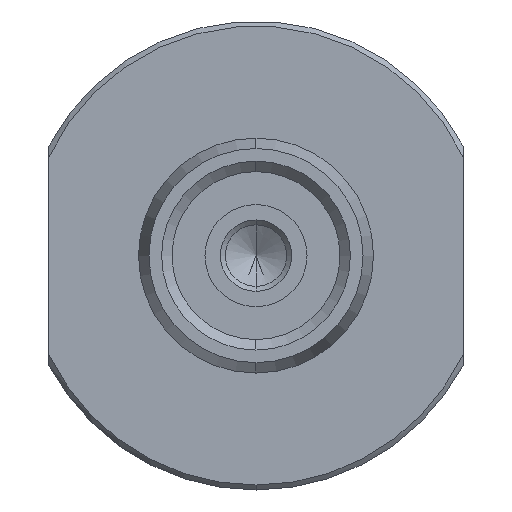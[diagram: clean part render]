
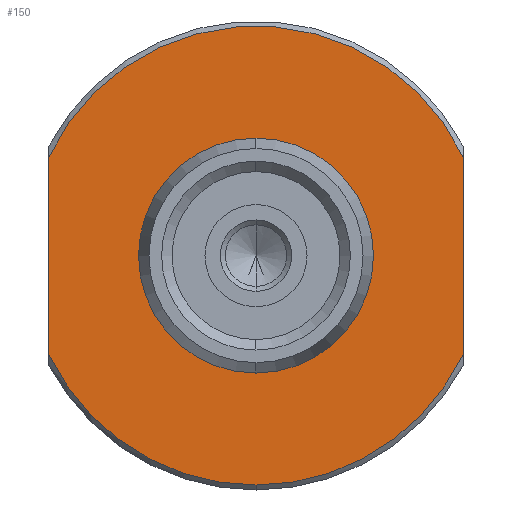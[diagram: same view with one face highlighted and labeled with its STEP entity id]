
A CAD part, left-side view. The second image highlights one B-rep face of the part: STEP entity #150.
In plain terms, the highlighted planar face has unit normal (-1, 0, 0).
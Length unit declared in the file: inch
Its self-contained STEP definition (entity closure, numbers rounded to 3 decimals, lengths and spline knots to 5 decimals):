
#84 = CIRCLE ( 'NONE', #611, 0.08857 ) ;
#129 = VERTEX_POINT ( 'NONE', #6090 ) ;
#150 = ADVANCED_FACE ( 'NONE', ( #4888, #6226 ), #5055, .F. ) ;
#203 = VERTEX_POINT ( 'NONE', #1932 ) ;
#611 = AXIS2_PLACEMENT_3D ( 'NONE', #4858, #5852, #6363 ) ;
#694 = LINE ( 'NONE', #2234, #5912 ) ;
#713 = DIRECTION ( 'NONE',  ( 0., 0., -1. ) ) ;
#739 = AXIS2_PLACEMENT_3D ( 'NONE', #6551, #3541, #4046 ) ;
#894 = DIRECTION ( 'NONE',  ( 0., 0., -1. ) ) ;
#965 = CARTESIAN_POINT ( 'NONE',  ( 0.17714, 0., 0. ) ) ;
#989 = VERTEX_POINT ( 'NONE', #6120 ) ;
#1100 = EDGE_CURVE ( 'NONE', #989, #203, #3774, .T. ) ;
#1497 = DIRECTION ( 'NONE',  ( 1., 0., 0. ) ) ;
#1555 = CARTESIAN_POINT ( 'NONE',  ( 0.17714, 0., -0.08857 ) ) ;
#1686 = CARTESIAN_POINT ( 'NONE',  ( 0.17714, -0.08, 0. ) ) ;
#1696 = CARTESIAN_POINT ( 'NONE',  ( 0.17714, 0., 0. ) ) ;
#1729 = AXIS2_PLACEMENT_3D ( 'NONE', #4297, #4810, #1746 ) ;
#1746 = DIRECTION ( 'NONE',  ( 0., 0., -1. ) ) ;
#1881 = EDGE_CURVE ( 'NONE', #2548, #3682, #694, .T. ) ;
#1932 = CARTESIAN_POINT ( 'NONE',  ( 0.17714, -0.08, -0.03801 ) ) ;
#1988 = DIRECTION ( 'NONE',  ( 1., 0., 0. ) ) ;
#1996 = ORIENTED_EDGE ( 'NONE', *, *, #4806, .T. ) ;
#2018 = CIRCLE ( 'NONE', #4982, 0.04534 ) ;
#2192 = DIRECTION ( 'NONE',  ( 0., 0., -1. ) ) ;
#2234 = CARTESIAN_POINT ( 'NONE',  ( 0.17714, 0.08, 0. ) ) ;
#2302 = ORIENTED_EDGE ( 'NONE', *, *, #5394, .F. ) ;
#2399 = CARTESIAN_POINT ( 'NONE',  ( 0.17714, 0., -0.04534 ) ) ;
#2452 = CARTESIAN_POINT ( 'NONE',  ( 0.17714, 0.08, 0.03801 ) ) ;
#2548 = VERTEX_POINT ( 'NONE', #4100 ) ;
#2569 = ORIENTED_EDGE ( 'NONE', *, *, #4180, .F. ) ;
#2672 = CIRCLE ( 'NONE', #1729, 0.04534 ) ;
#2706 = EDGE_CURVE ( 'NONE', #129, #2865, #2672, .T. ) ;
#2865 = VERTEX_POINT ( 'NONE', #2399 ) ;
#3193 = EDGE_LOOP ( 'NONE', ( #5446, #2302, #2569, #5975, #4076 ) ) ;
#3242 = DIRECTION ( 'NONE',  ( 0., 0., 1. ) ) ;
#3541 = DIRECTION ( 'NONE',  ( 1., 0., 0. ) ) ;
#3595 = CIRCLE ( 'NONE', #3796, 0.08857 ) ;
#3682 = VERTEX_POINT ( 'NONE', #2452 ) ;
#3774 = LINE ( 'NONE', #1686, #5115 ) ;
#3778 = DIRECTION ( 'NONE',  ( 0., 0., -1. ) ) ;
#3796 = AXIS2_PLACEMENT_3D ( 'NONE', #1696, #6384, #3778 ) ;
#3999 = EDGE_CURVE ( 'NONE', #3682, #989, #6185, .T. ) ;
#4046 = DIRECTION ( 'NONE',  ( 0., 0., -1. ) ) ;
#4076 = ORIENTED_EDGE ( 'NONE', *, *, #3999, .F. ) ;
#4100 = CARTESIAN_POINT ( 'NONE',  ( 0.17714, 0.08, -0.03801 ) ) ;
#4180 = EDGE_CURVE ( 'NONE', #203, #4252, #84, .T. ) ;
#4252 = VERTEX_POINT ( 'NONE', #1555 ) ;
#4297 = CARTESIAN_POINT ( 'NONE',  ( 0.17714, 0., 0. ) ) ;
#4806 = EDGE_CURVE ( 'NONE', #2865, #129, #2018, .T. ) ;
#4810 = DIRECTION ( 'NONE',  ( 1., 0., 0. ) ) ;
#4858 = CARTESIAN_POINT ( 'NONE',  ( 0.17714, 0., 0. ) ) ;
#4888 = FACE_BOUND ( 'NONE', #5363, .T. ) ;
#4956 = ORIENTED_EDGE ( 'NONE', *, *, #2706, .T. ) ;
#4963 = CARTESIAN_POINT ( 'NONE',  ( 0.17714, 0., 0. ) ) ;
#4982 = AXIS2_PLACEMENT_3D ( 'NONE', #4963, #1497, #894 ) ;
#5055 = PLANE ( 'NONE',  #5941 ) ;
#5115 = VECTOR ( 'NONE', #2192, 39.37008 ) ;
#5363 = EDGE_LOOP ( 'NONE', ( #1996, #4956 ) ) ;
#5394 = EDGE_CURVE ( 'NONE', #4252, #2548, #3595, .T. ) ;
#5446 = ORIENTED_EDGE ( 'NONE', *, *, #1881, .F. ) ;
#5852 = DIRECTION ( 'NONE',  ( 1., 0., 0. ) ) ;
#5912 = VECTOR ( 'NONE', #3242, 39.37008 ) ;
#5941 = AXIS2_PLACEMENT_3D ( 'NONE', #965, #1988, #713 ) ;
#5975 = ORIENTED_EDGE ( 'NONE', *, *, #1100, .F. ) ;
#6090 = CARTESIAN_POINT ( 'NONE',  ( 0.17714, 0., 0.04534 ) ) ;
#6120 = CARTESIAN_POINT ( 'NONE',  ( 0.17714, -0.08, 0.03801 ) ) ;
#6185 = CIRCLE ( 'NONE', #739, 0.08857 ) ;
#6226 = FACE_OUTER_BOUND ( 'NONE', #3193, .T. ) ;
#6363 = DIRECTION ( 'NONE',  ( 0., 0., -1. ) ) ;
#6384 = DIRECTION ( 'NONE',  ( 1., 0., 0. ) ) ;
#6551 = CARTESIAN_POINT ( 'NONE',  ( 0.17714, 0., 0. ) ) ;
